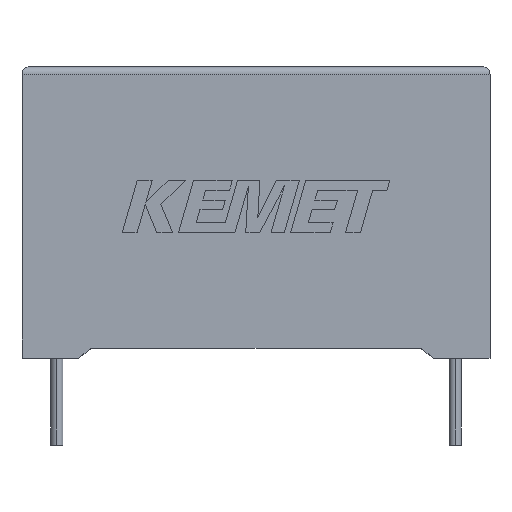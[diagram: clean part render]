
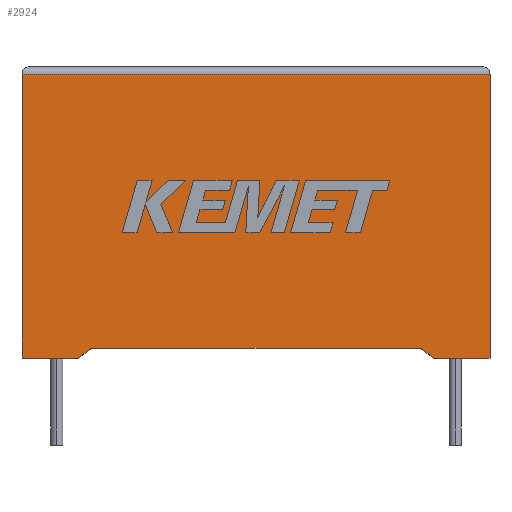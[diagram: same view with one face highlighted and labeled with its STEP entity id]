
A CAD part, top view. The second image highlights one B-rep face of the part: STEP entity #2924.
In plain terms, the highlighted planar face has unit normal (0, 0, 1).
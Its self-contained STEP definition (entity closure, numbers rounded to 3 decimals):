
#20 = VERTEX_POINT ( 'NONE', #2539 ) ;
#26 = ORIENTED_EDGE ( 'NONE', *, *, #189, .T. ) ;
#55 = ORIENTED_EDGE ( 'NONE', *, *, #2280, .T. ) ;
#177 = VERTEX_POINT ( 'NONE', #2379 ) ;
#189 = EDGE_CURVE ( 'NONE', #1364, #177, #2897, .T. ) ;
#264 = DIRECTION ( 'NONE',  ( -0.791, -0.611, 0. ) ) ;
#305 = VERTEX_POINT ( 'NONE', #328 ) ;
#328 = CARTESIAN_POINT ( 'NONE',  ( 27.503, 0.693, 11.2 ) ) ;
#330 = DIRECTION ( 'NONE',  ( -1., 0., 0. ) ) ;
#343 = CARTESIAN_POINT ( 'NONE',  ( 0., 19.6, 11.2 ) ) ;
#370 = VECTOR ( 'NONE', #428, 1000. ) ;
#428 = DIRECTION ( 'NONE',  ( 0.791, -0.611, 0. ) ) ;
#485 = DIRECTION ( 'NONE',  ( 0., 0., -1. ) ) ;
#514 = DIRECTION ( 'NONE',  ( 0., -1., 0. ) ) ;
#565 = VERTEX_POINT ( 'NONE', #2934 ) ;
#592 = VERTEX_POINT ( 'NONE', #1784 ) ;
#687 = VECTOR ( 'NONE', #2932, 1000. ) ;
#720 = CARTESIAN_POINT ( 'NONE',  ( 0., 0., 11.2 ) ) ;
#808 = CARTESIAN_POINT ( 'NONE',  ( 28.4, 0., 11.2 ) ) ;
#868 = LINE ( 'NONE', #2231, #1794 ) ;
#934 = DIRECTION ( 'NONE',  ( 1., 0., 0. ) ) ;
#1038 = ORIENTED_EDGE ( 'NONE', *, *, #1743, .T. ) ;
#1187 = EDGE_CURVE ( 'NONE', #305, #592, #2017, .T. ) ;
#1195 = EDGE_CURVE ( 'NONE', #565, #1284, #2586, .T. ) ;
#1220 = VECTOR ( 'NONE', #330, 1000. ) ;
#1228 = VECTOR ( 'NONE', #514, 1000. ) ;
#1284 = VERTEX_POINT ( 'NONE', #343 ) ;
#1364 = VERTEX_POINT ( 'NONE', #808 ) ;
#1414 = LINE ( 'NONE', #2545, #370 ) ;
#1466 = EDGE_LOOP ( 'NONE', ( #1038, #2822, #55, #1658, #2292, #2796, #2168, #26 ) ) ;
#1503 = CARTESIAN_POINT ( 'NONE',  ( 0., 19.6, 11.2 ) ) ;
#1535 = FACE_OUTER_BOUND ( 'NONE', #1466, .T. ) ;
#1614 = CARTESIAN_POINT ( 'NONE',  ( 3.9, 0., 11.2 ) ) ;
#1623 = LINE ( 'NONE', #1614, #2926 ) ;
#1658 = ORIENTED_EDGE ( 'NONE', *, *, #1778, .T. ) ;
#1724 = CARTESIAN_POINT ( 'NONE',  ( 16.15, 0.693, 11.2 ) ) ;
#1743 = EDGE_CURVE ( 'NONE', #177, #565, #868, .T. ) ;
#1753 = CARTESIAN_POINT ( 'NONE',  ( 0., 0., 11.2 ) ) ;
#1770 = DIRECTION ( 'NONE',  ( 0., 1., 0. ) ) ;
#1778 = EDGE_CURVE ( 'NONE', #2918, #20, #2124, .T. ) ;
#1784 = CARTESIAN_POINT ( 'NONE',  ( 4.797, 0.693, 11.2 ) ) ;
#1794 = VECTOR ( 'NONE', #1770, 1000. ) ;
#1832 = PLANE ( 'NONE',  #2265 ) ;
#1952 = VECTOR ( 'NONE', #934, 1000. ) ;
#2017 = LINE ( 'NONE', #1724, #687 ) ;
#2062 = CARTESIAN_POINT ( 'NONE',  ( 0., 0., 11.2 ) ) ;
#2111 = CARTESIAN_POINT ( 'NONE',  ( 0., 0., 11.2 ) ) ;
#2124 = LINE ( 'NONE', #1753, #2849 ) ;
#2133 = DIRECTION ( 'NONE',  ( -1., 0., 0. ) ) ;
#2139 = CARTESIAN_POINT ( 'NONE',  ( 0., 0., 11.2 ) ) ;
#2168 = ORIENTED_EDGE ( 'NONE', *, *, #2612, .T. ) ;
#2231 = CARTESIAN_POINT ( 'NONE',  ( 32.3, 0., 11.2 ) ) ;
#2265 = AXIS2_PLACEMENT_3D ( 'NONE', #2111, #485, #2133 ) ;
#2268 = EDGE_CURVE ( 'NONE', #592, #20, #1623, .T. ) ;
#2280 = EDGE_CURVE ( 'NONE', #1284, #2918, #2700, .T. ) ;
#2292 = ORIENTED_EDGE ( 'NONE', *, *, #2268, .F. ) ;
#2379 = CARTESIAN_POINT ( 'NONE',  ( 32.3, 0., 11.2 ) ) ;
#2539 = CARTESIAN_POINT ( 'NONE',  ( 3.9, 0., 11.2 ) ) ;
#2545 = CARTESIAN_POINT ( 'NONE',  ( 28.4, 0., 11.2 ) ) ;
#2586 = LINE ( 'NONE', #1503, #1220 ) ;
#2612 = EDGE_CURVE ( 'NONE', #305, #1364, #1414, .T. ) ;
#2700 = LINE ( 'NONE', #720, #1228 ) ;
#2739 = DIRECTION ( 'NONE',  ( 1., 0., 0. ) ) ;
#2796 = ORIENTED_EDGE ( 'NONE', *, *, #1187, .F. ) ;
#2822 = ORIENTED_EDGE ( 'NONE', *, *, #1195, .T. ) ;
#2849 = VECTOR ( 'NONE', #2739, 1000. ) ;
#2897 = LINE ( 'NONE', #2139, #1952 ) ;
#2918 = VERTEX_POINT ( 'NONE', #2062 ) ;
#2924 = ADVANCED_FACE ( 'NONE', ( #1535 ), #1832, .F. ) ;
#2926 = VECTOR ( 'NONE', #264, 1000. ) ;
#2932 = DIRECTION ( 'NONE',  ( -1., 0., 0. ) ) ;
#2934 = CARTESIAN_POINT ( 'NONE',  ( 32.3, 19.6, 11.2 ) ) ;
